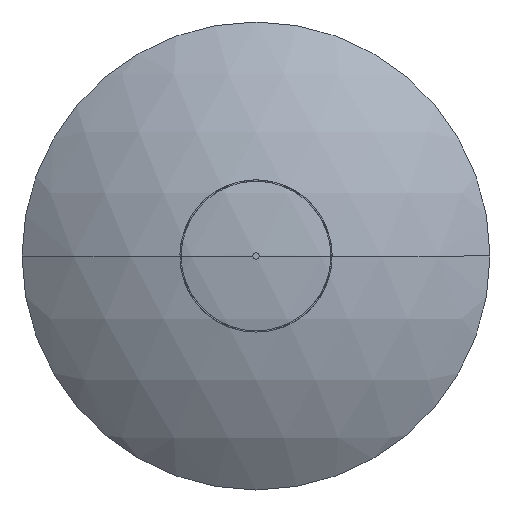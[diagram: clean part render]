
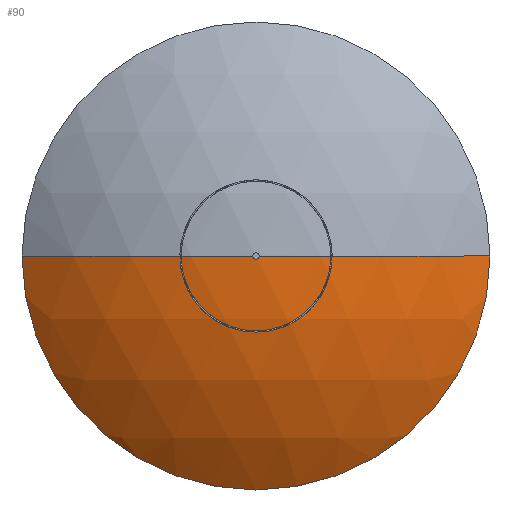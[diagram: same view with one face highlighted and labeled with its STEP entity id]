
A CAD part, front view. The second image highlights one B-rep face of the part: STEP entity #90.
In plain terms, the highlighted spherical face has radius 1600 mm.
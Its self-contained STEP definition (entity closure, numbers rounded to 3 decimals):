
#87 = AXIS2_PLACEMENT_3D ( 'NONE', #1686, #675, #2492 ) ;
#90 = ADVANCED_FACE ( 'NONE', ( #1890 ), #506, .T. ) ;
#166 = EDGE_CURVE ( 'NONE', #273, #1083, #1498, .T. ) ;
#273 = VERTEX_POINT ( 'NONE', #2374 ) ;
#417 = CARTESIAN_POINT ( 'NONE',  ( 0., 351., 0. ) ) ;
#452 = DIRECTION ( 'NONE',  ( 0., -1., 0. ) ) ;
#506 = SPHERICAL_SURFACE ( 'NONE', #2350, 1600.001 ) ;
#509 = DIRECTION ( 'NONE',  ( 0., 0., 1. ) ) ;
#518 = VERTEX_POINT ( 'NONE', #993 ) ;
#536 = CIRCLE ( 'NONE', #2102, 13.5 ) ;
#572 = DIRECTION ( 'NONE',  ( -1., 0., 0. ) ) ;
#574 = CIRCLE ( 'NONE', #1408, 1600.001 ) ;
#636 = VERTEX_POINT ( 'NONE', #831 ) ;
#675 = DIRECTION ( 'NONE',  ( 0., -1., 0. ) ) ;
#831 = CARTESIAN_POINT ( 'NONE',  ( 0., 0.057, -13.5 ) ) ;
#861 = EDGE_CURVE ( 'NONE', #636, #518, #536, .T. ) ;
#911 = CIRCLE ( 'NONE', #1245, 1600.001 ) ;
#952 = EDGE_CURVE ( 'NONE', #1332, #636, #2308, .T. ) ;
#968 = CARTESIAN_POINT ( 'NONE',  ( 0., 1600.001, 0. ) ) ;
#986 = CARTESIAN_POINT ( 'NONE',  ( -1000., 351., 0. ) ) ;
#993 = CARTESIAN_POINT ( 'NONE',  ( 13.5, 0.057, 0. ) ) ;
#1060 = ORIENTED_EDGE ( 'NONE', *, *, #1549, .F. ) ;
#1083 = VERTEX_POINT ( 'NONE', #986 ) ;
#1151 = DIRECTION ( 'NONE',  ( 0., 0., -1. ) ) ;
#1205 = DIRECTION ( 'NONE',  ( -1., 0., 0. ) ) ;
#1224 = CARTESIAN_POINT ( 'NONE',  ( -13.5, 0.057, 0. ) ) ;
#1245 = AXIS2_PLACEMENT_3D ( 'NONE', #2275, #509, #2326 ) ;
#1291 = DIRECTION ( 'NONE',  ( -1., 0., 0. ) ) ;
#1329 = CARTESIAN_POINT ( 'NONE',  ( 0., 1600.001, 0. ) ) ;
#1332 = VERTEX_POINT ( 'NONE', #1224 ) ;
#1408 = AXIS2_PLACEMENT_3D ( 'NONE', #968, #1151, #572 ) ;
#1443 = CARTESIAN_POINT ( 'NONE',  ( 0., 0.057, 0. ) ) ;
#1498 = CIRCLE ( 'NONE', #1811, 1000. ) ;
#1549 = EDGE_CURVE ( 'NONE', #518, #273, #911, .T. ) ;
#1571 = EDGE_LOOP ( 'NONE', ( #1060, #2499, #1878, #2240, #2415 ) ) ;
#1643 = EDGE_CURVE ( 'NONE', #1332, #1083, #574, .T. ) ;
#1686 = CARTESIAN_POINT ( 'NONE',  ( 0., 0.057, 0. ) ) ;
#1811 = AXIS2_PLACEMENT_3D ( 'NONE', #417, #2335, #1205 ) ;
#1878 = ORIENTED_EDGE ( 'NONE', *, *, #952, .F. ) ;
#1890 = FACE_OUTER_BOUND ( 'NONE', #1571, .T. ) ;
#2026 = DIRECTION ( 'NONE',  ( 0., 0., 1. ) ) ;
#2102 = AXIS2_PLACEMENT_3D ( 'NONE', #1443, #452, #2026 ) ;
#2114 = DIRECTION ( 'NONE',  ( 0., 0., 1. ) ) ;
#2240 = ORIENTED_EDGE ( 'NONE', *, *, #1643, .T. ) ;
#2275 = CARTESIAN_POINT ( 'NONE',  ( 0., 1600.001, 0. ) ) ;
#2308 = CIRCLE ( 'NONE', #87, 13.5 ) ;
#2326 = DIRECTION ( 'NONE',  ( 1., 0., 0. ) ) ;
#2335 = DIRECTION ( 'NONE',  ( 0., 1., 0. ) ) ;
#2350 = AXIS2_PLACEMENT_3D ( 'NONE', #1329, #2114, #1291 ) ;
#2374 = CARTESIAN_POINT ( 'NONE',  ( 1000., 351., 0. ) ) ;
#2415 = ORIENTED_EDGE ( 'NONE', *, *, #166, .F. ) ;
#2492 = DIRECTION ( 'NONE',  ( 0., 0., 1. ) ) ;
#2499 = ORIENTED_EDGE ( 'NONE', *, *, #861, .F. ) ;
